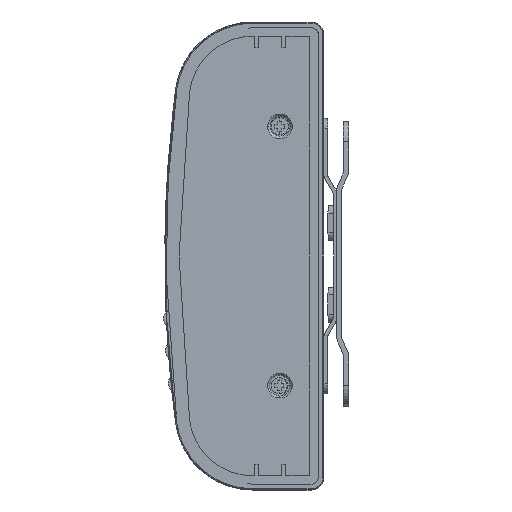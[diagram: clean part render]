
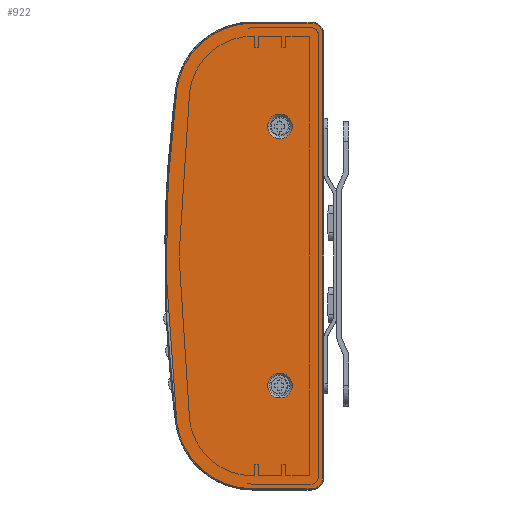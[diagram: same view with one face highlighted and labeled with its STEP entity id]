
A CAD part, left-side view. The second image highlights one B-rep face of the part: STEP entity #922.
In plain terms, the highlighted planar face has unit normal (-1, 0, 0).
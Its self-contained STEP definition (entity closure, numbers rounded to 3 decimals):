
#102 = EDGE_LOOP ( 'NONE', ( #2034, #11538, #15188, #13365, #17819, #12957, #7259, #2512 ) ) ;
#159 = CARTESIAN_POINT ( 'NONE',  ( -204., 56.281, -21.462 ) ) ;
#362 = CARTESIAN_POINT ( 'NONE',  ( -204., 50.779, 64.032 ) ) ;
#524 = CIRCLE ( 'NONE', #3549, 4.75 ) ;
#553 = DIRECTION ( 'NONE',  ( -1., 0., 0. ) ) ;
#830 = EDGE_LOOP ( 'NONE', ( #5467, #2710 ) ) ;
#922 = ADVANCED_FACE ( 'NONE', ( #7448, #4376, #7662 ), #17262, .F. ) ;
#1124 = CARTESIAN_POINT ( 'NONE',  ( -204., 11., 50. ) ) ;
#1798 = CARTESIAN_POINT ( 'NONE',  ( -204., -5.5, -85.708 ) ) ;
#2034 = ORIENTED_EDGE ( 'NONE', *, *, #11352, .F. ) ;
#2038 = CARTESIAN_POINT ( 'NONE',  ( -204., -5.5, -87.886 ) ) ;
#2158 = AXIS2_PLACEMENT_3D ( 'NONE', #20547, #3019, #11043 ) ;
#2512 = ORIENTED_EDGE ( 'NONE', *, *, #11005, .F. ) ;
#2605 = DIRECTION ( 'NONE',  ( 0., -1., 0. ) ) ;
#2710 = ORIENTED_EDGE ( 'NONE', *, *, #19766, .F. ) ;
#2798 = DIRECTION ( 'NONE',  ( 1., 0., 0. ) ) ;
#3019 = DIRECTION ( 'NONE',  ( -1., 0., 0. ) ) ;
#3283 = EDGE_LOOP ( 'NONE', ( #7586, #4477 ) ) ;
#3549 = AXIS2_PLACEMENT_3D ( 'NONE', #11640, #553, #16298 ) ;
#3570 = CARTESIAN_POINT ( 'NONE',  ( -204., 37.09, 89.75 ) ) ;
#4124 = EDGE_CURVE ( 'NONE', #8355, #6809, #5087, .T. ) ;
#4232 = CARTESIAN_POINT ( 'NONE',  ( -204., 48.783, -79.471 ) ) ;
#4376 = FACE_BOUND ( 'NONE', #830, .T. ) ;
#4468 = CARTESIAN_POINT ( 'NONE',  ( -204., 6.25, -50. ) ) ;
#4477 = ORIENTED_EDGE ( 'NONE', *, *, #13644, .F. ) ;
#4517 = EDGE_CURVE ( 'NONE', #18462, #20694, #20895, .T. ) ;
#4549 = VECTOR ( 'NONE', #11307, 1000. ) ;
#4661 = CARTESIAN_POINT ( 'NONE',  ( -204., 6.25, 50. ) ) ;
#4695 = VECTOR ( 'NONE', #13328, 1000. ) ;
#5021 = CARTESIAN_POINT ( 'NONE',  ( -204., 50.779, 64.032 ) ) ;
#5087 = LINE ( 'NONE', #11524, #4695 ) ;
#5297 =( BOUNDED_CURVE ( )  B_SPLINE_CURVE ( 3, ( #16510, #2038, #8483, #9302 ),
 .UNSPECIFIED., .F., .F. ) 
 B_SPLINE_CURVE_WITH_KNOTS ( ( 4, 4 ),
 ( 0., 1. ),
 .UNSPECIFIED. ) 
 CURVE ( )  GEOMETRIC_REPRESENTATION_ITEM ( )  RATIONAL_B_SPLINE_CURVE ( ( 1., 0.805, 0.805, 1. ) ) 
 REPRESENTATION_ITEM ( '' )  );
#5467 = ORIENTED_EDGE ( 'NONE', *, *, #9260, .F. ) ;
#5615 = DIRECTION ( 'NONE',  ( 0., -1., 0. ) ) ;
#6087 = CARTESIAN_POINT ( 'NONE',  ( -204., 50.779, -64.032 ) ) ;
#6233 = CARTESIAN_POINT ( 'NONE',  ( -204., 11., 50. ) ) ;
#6781 =( BOUNDED_CURVE ( )  B_SPLINE_CURVE ( 3, ( #11560, #159, #18311, #362 ),
 .UNSPECIFIED., .F., .F. ) 
 B_SPLINE_CURVE_WITH_KNOTS ( ( 4, 4 ),
 ( 0., 1. ),
 .UNSPECIFIED. ) 
 CURVE ( )  GEOMETRIC_REPRESENTATION_ITEM ( )  RATIONAL_B_SPLINE_CURVE ( ( 1., 0.994, 0.994, 1. ) ) 
 REPRESENTATION_ITEM ( '' )  );
#6809 = VERTEX_POINT ( 'NONE', #11775 ) ;
#7109 = EDGE_CURVE ( 'NONE', #6809, #9320, #14610, .T. ) ;
#7207 = LINE ( 'NONE', #17017, #13975 ) ;
#7259 = ORIENTED_EDGE ( 'NONE', *, *, #11612, .F. ) ;
#7263 = EDGE_CURVE ( 'NONE', #9028, #8355, #5297, .T. ) ;
#7408 = EDGE_CURVE ( 'NONE', #19227, #8922, #15288, .T. ) ;
#7448 = FACE_BOUND ( 'NONE', #3283, .T. ) ;
#7586 = ORIENTED_EDGE ( 'NONE', *, *, #4517, .F. ) ;
#7662 = FACE_OUTER_BOUND ( 'NONE', #102, .T. ) ;
#8128 = CARTESIAN_POINT ( 'NONE',  ( -204., 48.783, 79.471 ) ) ;
#8355 = VERTEX_POINT ( 'NONE', #10069 ) ;
#8483 = CARTESIAN_POINT ( 'NONE',  ( -204., -3.636, -89.75 ) ) ;
#8534 = VERTEX_POINT ( 'NONE', #4468 ) ;
#8554 = CIRCLE ( 'NONE', #2158, 4.75 ) ;
#8922 = VERTEX_POINT ( 'NONE', #13957 ) ;
#8971 = VERTEX_POINT ( 'NONE', #13276 ) ;
#8995 = AXIS2_PLACEMENT_3D ( 'NONE', #6233, #14553, #19110 ) ;
#9028 = VERTEX_POINT ( 'NONE', #11298 ) ;
#9096 = CARTESIAN_POINT ( 'NONE',  ( -204., 21.522, -89.75 ) ) ;
#9239 = DIRECTION ( 'NONE',  ( 0., 0., -1. ) ) ;
#9260 = EDGE_CURVE ( 'NONE', #8534, #10559, #8554, .T. ) ;
#9302 = CARTESIAN_POINT ( 'NONE',  ( -204., -1., -89.75 ) ) ;
#9320 = VERTEX_POINT ( 'NONE', #6087 ) ;
#10038 = AXIS2_PLACEMENT_3D ( 'NONE', #15572, #2798, #9239 ) ;
#10069 = CARTESIAN_POINT ( 'NONE',  ( -204., -1., -89.75 ) ) ;
#10291 =( BOUNDED_CURVE ( )  B_SPLINE_CURVE ( 3, ( #15782, #17775, #20837, #11022 ),
 .UNSPECIFIED., .F., .T. ) 
 B_SPLINE_CURVE_WITH_KNOTS ( ( 4, 4 ),
 ( 0., 1. ),
 .UNSPECIFIED. ) 
 CURVE ( )  GEOMETRIC_REPRESENTATION_ITEM ( )  RATIONAL_B_SPLINE_CURVE ( ( 1., 0.805, 0.805, 1. ) ) 
 REPRESENTATION_ITEM ( '' )  );
#10559 = VERTEX_POINT ( 'NONE', #12425 ) ;
#10833 = DIRECTION ( 'NONE',  ( -1., 0., 0. ) ) ;
#11005 = EDGE_CURVE ( 'NONE', #8971, #20107, #10291, .T. ) ;
#11022 = CARTESIAN_POINT ( 'NONE',  ( -204., -5.5, 85.25 ) ) ;
#11043 = DIRECTION ( 'NONE',  ( 0., -1., 0. ) ) ;
#11298 = CARTESIAN_POINT ( 'NONE',  ( -204., -5.5, -85.25 ) ) ;
#11307 = DIRECTION ( 'NONE',  ( 0., 0., -1. ) ) ;
#11352 = EDGE_CURVE ( 'NONE', #8922, #8971, #7207, .T. ) ;
#11524 = CARTESIAN_POINT ( 'NONE',  ( -204., -6., -89.75 ) ) ;
#11538 = ORIENTED_EDGE ( 'NONE', *, *, #7408, .F. ) ;
#11560 = CARTESIAN_POINT ( 'NONE',  ( -204., 50.779, -64.032 ) ) ;
#11612 = EDGE_CURVE ( 'NONE', #20107, #9028, #12906, .T. ) ;
#11640 = CARTESIAN_POINT ( 'NONE',  ( -204., 11., -50. ) ) ;
#11775 = CARTESIAN_POINT ( 'NONE',  ( -204., 21.522, -89.75 ) ) ;
#12425 = CARTESIAN_POINT ( 'NONE',  ( -204., 15.75, -50. ) ) ;
#12906 = LINE ( 'NONE', #1798, #4549 ) ;
#12908 = CARTESIAN_POINT ( 'NONE',  ( -204., -5.5, 85.25 ) ) ;
#12957 = ORIENTED_EDGE ( 'NONE', *, *, #7263, .F. ) ;
#12996 = CARTESIAN_POINT ( 'NONE',  ( -204., 21.522, 89.75 ) ) ;
#13276 = CARTESIAN_POINT ( 'NONE',  ( -204., -1., 89.75 ) ) ;
#13328 = DIRECTION ( 'NONE',  ( 0., 1., 0. ) ) ;
#13349 = CARTESIAN_POINT ( 'NONE',  ( -204., 37.09, -89.75 ) ) ;
#13365 = ORIENTED_EDGE ( 'NONE', *, *, #7109, .F. ) ;
#13644 = EDGE_CURVE ( 'NONE', #20694, #18462, #17425, .T. ) ;
#13957 = CARTESIAN_POINT ( 'NONE',  ( -204., 21.522, 89.75 ) ) ;
#13975 = VECTOR ( 'NONE', #5615, 1000. ) ;
#14553 = DIRECTION ( 'NONE',  ( -1., 0., 0. ) ) ;
#14610 =( BOUNDED_CURVE ( )  B_SPLINE_CURVE ( 3, ( #9096, #13349, #4232, #16413 ),
 .UNSPECIFIED., .F., .F. ) 
 B_SPLINE_CURVE_WITH_KNOTS ( ( 4, 4 ),
 ( 0., 1. ),
 .UNSPECIFIED. ) 
 CURVE ( )  GEOMETRIC_REPRESENTATION_ITEM ( )  RATIONAL_B_SPLINE_CURVE ( ( 1., 0.834, 0.834, 1. ) ) 
 REPRESENTATION_ITEM ( '' )  );
#15171 = CARTESIAN_POINT ( 'NONE',  ( -204., 15.75, 50. ) ) ;
#15188 = ORIENTED_EDGE ( 'NONE', *, *, #19221, .F. ) ;
#15288 =( BOUNDED_CURVE ( )  B_SPLINE_CURVE ( 3, ( #17540, #8128, #3570, #12996 ),
 .UNSPECIFIED., .F., .F. ) 
 B_SPLINE_CURVE_WITH_KNOTS ( ( 4, 4 ),
 ( 0., 1. ),
 .UNSPECIFIED. ) 
 CURVE ( )  GEOMETRIC_REPRESENTATION_ITEM ( )  RATIONAL_B_SPLINE_CURVE ( ( 1., 0.834, 0.834, 1. ) ) 
 REPRESENTATION_ITEM ( '' )  );
#15572 = CARTESIAN_POINT ( 'NONE',  ( -204., -6., 0. ) ) ;
#15782 = CARTESIAN_POINT ( 'NONE',  ( -204., -1., 89.75 ) ) ;
#16298 = DIRECTION ( 'NONE',  ( 0., -1., 0. ) ) ;
#16413 = CARTESIAN_POINT ( 'NONE',  ( -204., 50.779, -64.032 ) ) ;
#16510 = CARTESIAN_POINT ( 'NONE',  ( -204., -5.5, -85.25 ) ) ;
#17017 = CARTESIAN_POINT ( 'NONE',  ( -204., -6., 89.75 ) ) ;
#17262 = PLANE ( 'NONE',  #10038 ) ;
#17425 = CIRCLE ( 'NONE', #8995, 4.75 ) ;
#17532 = AXIS2_PLACEMENT_3D ( 'NONE', #1124, #10833, #2605 ) ;
#17540 = CARTESIAN_POINT ( 'NONE',  ( -204., 50.779, 64.032 ) ) ;
#17775 = CARTESIAN_POINT ( 'NONE',  ( -204., -3.636, 89.75 ) ) ;
#17819 = ORIENTED_EDGE ( 'NONE', *, *, #4124, .F. ) ;
#18311 = CARTESIAN_POINT ( 'NONE',  ( -204., 56.281, 21.462 ) ) ;
#18462 = VERTEX_POINT ( 'NONE', #4661 ) ;
#19110 = DIRECTION ( 'NONE',  ( 0., -1., 0. ) ) ;
#19221 = EDGE_CURVE ( 'NONE', #9320, #19227, #6781, .T. ) ;
#19227 = VERTEX_POINT ( 'NONE', #5021 ) ;
#19766 = EDGE_CURVE ( 'NONE', #10559, #8534, #524, .T. ) ;
#20107 = VERTEX_POINT ( 'NONE', #12908 ) ;
#20547 = CARTESIAN_POINT ( 'NONE',  ( -204., 11., -50. ) ) ;
#20694 = VERTEX_POINT ( 'NONE', #15171 ) ;
#20837 = CARTESIAN_POINT ( 'NONE',  ( -204., -5.5, 87.886 ) ) ;
#20895 = CIRCLE ( 'NONE', #17532, 4.75 ) ;
